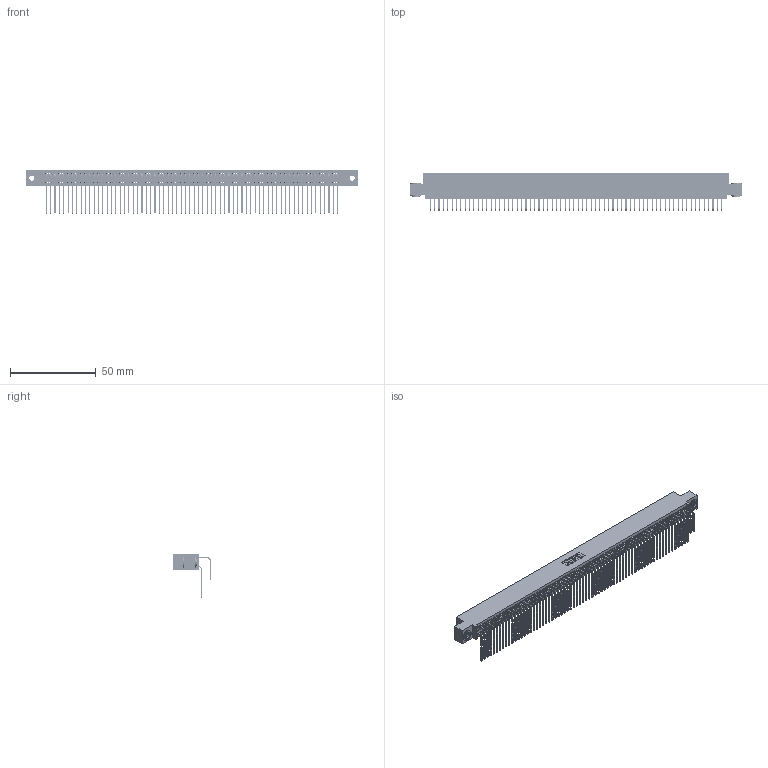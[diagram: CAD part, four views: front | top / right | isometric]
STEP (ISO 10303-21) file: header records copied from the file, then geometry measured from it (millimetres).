
FILE_DESCRIPTION (( 'STEP AP203' ), '1' );
FILE_NAME ('395-136-558-503.STEP', '2019-10-29T17:57:49', ( '' ), ( '' ), 'SwSTEP 2.0', 'SolidWorks 2016', '' );
FILE_SCHEMA (( 'CONFIG_CONTROL_DESIGN' ));
Length unit declared in the file: inch
Products named in the file (5): 345-292-001_558 Tail - 2; 345-250-002_345-250-002-102; 395-136-558-503; 345 Part_0.110 Offset - 0.156 Dia-TH; 345-292-001_558 559 Tail - 1
Assembly tree (139 placements, depth 2):
  395-136-558-503
    345 Part_0.110 Offset - 0.156 Dia-TH
    345-292-001_558 559 Tail - 1  x68
    345-292-001_558 Tail - 2  x68
    345-250-002_345-250-002-102  x2
Bounding box: 193.93 x 21.83 x 25.53 mm (x, y, z)
Volume: 19810.4 mm3; surface area: 33773.6 mm2
Topology: 139 solids, 139 shells, 7240 faces, 21509 edges, 14154 vertices
Faces by surface type: plane 4854, cylinder 2378, cone 8
Entity records: 52288 total; most frequent: CARTESIAN_POINT 8762, ORIENTED_EDGE 8638, DIRECTION 7697, EDGE_CURVE 4319, LINE 3851, VECTOR 3851, VERTEX_POINT 2874, AXIS2_PLACEMENT_3D 1923
